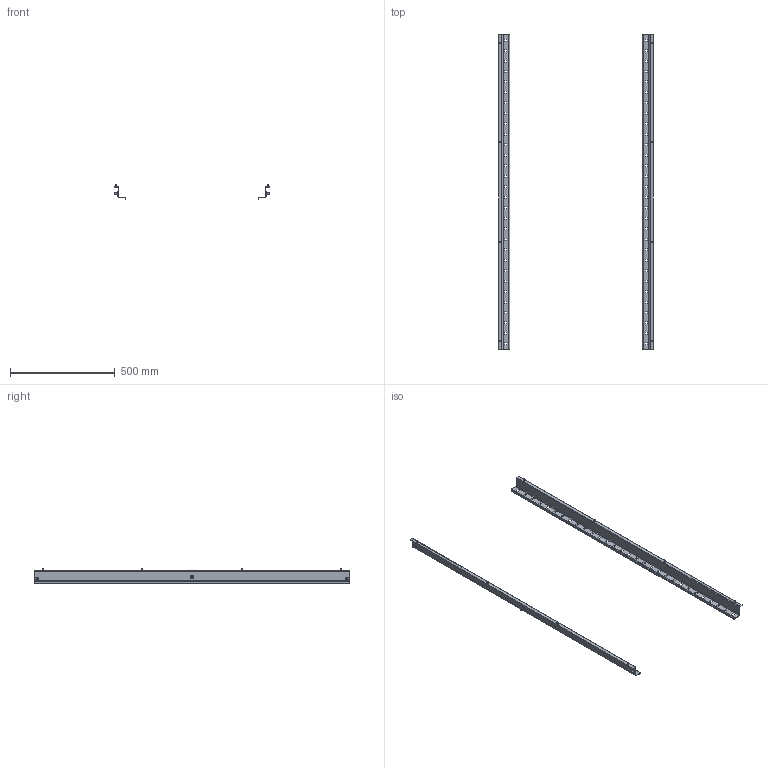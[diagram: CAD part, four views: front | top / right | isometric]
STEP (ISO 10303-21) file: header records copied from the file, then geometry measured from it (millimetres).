
FILE_DESCRIPTION (( 'STEP AP203' ), '1' );
FILE_NAME ('UR31200160000 Êîìïëåêò ñòîåê äëÿ êðåïëåíèÿ ôàëüø-ïàíåëåé RS52 160.00 (000.801.499).STEP', '2022-04-18T08:19:04', ( '' ), ( '' ), 'SwSTEP 2.0', 'SolidWorks 2017', '' );
FILE_SCHEMA (( 'CONFIG_CONTROL_DESIGN' ));
Length unit declared in the file: millimetre
Products named in the file (8): 030-108 栺鍣罻_00(160); Êëåòêà ãàéêè_M6-4€; Ãàéêà êâàäðàòíàÿ_Œ5; 000.330.052 栺鍣罻_00(160); Âèíò DIN 7500 C TORX_Œ5å10; Øïèëüêà çàçåìëåíèÿ CKF CS_Œ8å20; UR31200160000 Êîìïëåêò ñòîåê äëÿ êðåïëåíèÿ ôàëüø-ïàíåëåé RS52 160.00 (000.801.499); Ãàéêà êëåòåâàÿ_M5-4B
Assembly tree (18 placements, depth 3):
  UR31200160000 Êîìïëåêò ñòîåê äëÿ êðåïëåíèÿ ôàëüø-ïàíåëåé RS52 160.00 (000.801.499)
    000.330.052 栺鍣罻_00(160)  x2
      030-108 栺鍣罻_00(160)
      Øïèëüêà çàçåìëåíèÿ CKF CS_Œ8å20
    Âèíò DIN 7500 C TORX_Œ5å10  x8
    Ãàéêà êëåòåâàÿ_M5-4B  x4
      Êëåòêà ãàéêè_M6-4€
      Ãàéêà êâàäðàòíàÿ_Œ5
Bounding box: 743.36 x 1507 x 68 mm (x, y, z)
Volume: 642170.9 mm3; surface area: 662262.1 mm2
Topology: 20 solids, 20 shells, 1110 faces, 2768 edges, 1716 vertices
Faces by surface type: plane 742, cylinder 276, cone 44, bspline 32, sphere 16
Entity records: 11442 total; most frequent: CARTESIAN_POINT 2181, ORIENTED_EDGE 1680, DIRECTION 1609, EDGE_CURVE 840, LINE 669, VECTOR 669, VERTEX_POINT 524, AXIS2_PLACEMENT_3D 470
